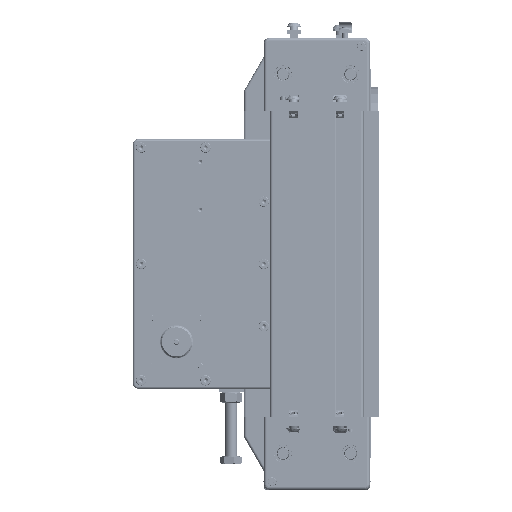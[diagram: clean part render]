
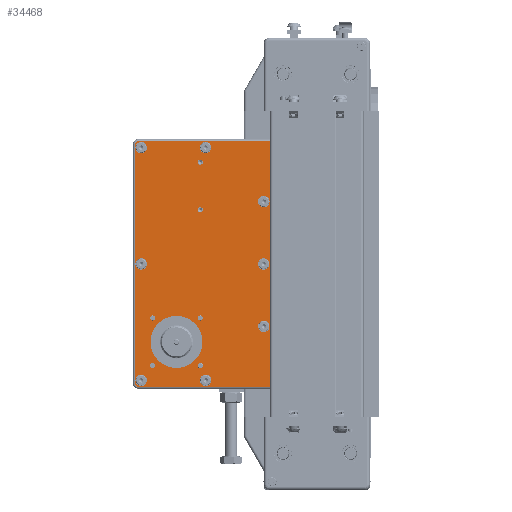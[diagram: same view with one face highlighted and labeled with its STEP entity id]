
A CAD part, left-side view. The second image highlights one B-rep face of the part: STEP entity #34468.
In plain terms, the highlighted face is planar.
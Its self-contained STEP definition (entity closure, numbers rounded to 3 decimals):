
#1873=FACE_BOUND('',#6206,.T.);
#1874=FACE_BOUND('',#6207,.T.);
#1875=FACE_BOUND('',#6208,.T.);
#1876=FACE_BOUND('',#6209,.T.);
#1877=FACE_BOUND('',#6210,.T.);
#1878=FACE_BOUND('',#6211,.T.);
#1879=FACE_BOUND('',#6212,.T.);
#1880=FACE_BOUND('',#6213,.T.);
#1881=FACE_BOUND('',#6214,.T.);
#1882=FACE_BOUND('',#6215,.T.);
#1883=FACE_BOUND('',#6216,.T.);
#1884=FACE_BOUND('',#6217,.T.);
#1885=FACE_BOUND('',#6218,.T.);
#1886=FACE_BOUND('',#6219,.T.);
#1887=FACE_BOUND('',#6220,.T.);
#2617=PLANE('',#38528);
#4174=FACE_OUTER_BOUND('',#6205,.T.);
#6205=EDGE_LOOP('',(#28697,#28698,#28699,#28700,#28701,#28702));
#6206=EDGE_LOOP('',(#28703));
#6207=EDGE_LOOP('',(#28704));
#6208=EDGE_LOOP('',(#28705));
#6209=EDGE_LOOP('',(#28706));
#6210=EDGE_LOOP('',(#28707));
#6211=EDGE_LOOP('',(#28708));
#6212=EDGE_LOOP('',(#28709));
#6213=EDGE_LOOP('',(#28710));
#6214=EDGE_LOOP('',(#28711));
#6215=EDGE_LOOP('',(#28712));
#6216=EDGE_LOOP('',(#28713));
#6217=EDGE_LOOP('',(#28714));
#6218=EDGE_LOOP('',(#28715));
#6219=EDGE_LOOP('',(#28716));
#6220=EDGE_LOOP('',(#28717));
#8801=LINE('',#57101,#11750);
#8803=LINE('',#57121,#11752);
#8806=LINE('',#57128,#11755);
#8839=LINE('',#57207,#11788);
#11750=VECTOR('',#45759,10.);
#11752=VECTOR('',#45783,10.);
#11755=VECTOR('',#45790,10.);
#11788=VECTOR('',#45865,10.);
#13976=CIRCLE('',#38371,2.459);
#13978=CIRCLE('',#38374,2.459);
#13980=CIRCLE('',#38377,2.459);
#13982=CIRCLE('',#38380,2.459);
#13984=CIRCLE('',#38383,2.459);
#13986=CIRCLE('',#38386,2.459);
#13988=CIRCLE('',#38389,25.);
#13992=CIRCLE('',#38395,3.);
#13996=CIRCLE('',#38400,3.);
#14013=CIRCLE('',#38442,5.5);
#14016=CIRCLE('',#38447,5.5);
#14019=CIRCLE('',#38452,5.5);
#14022=CIRCLE('',#38457,5.5);
#14025=CIRCLE('',#38462,5.5);
#14030=CIRCLE('',#38480,5.5);
#14034=CIRCLE('',#38487,5.5);
#14038=CIRCLE('',#38494,5.5);
#16489=VERTEX_POINT('',#57057);
#16491=VERTEX_POINT('',#57063);
#16493=VERTEX_POINT('',#57069);
#16495=VERTEX_POINT('',#57075);
#16497=VERTEX_POINT('',#57081);
#16499=VERTEX_POINT('',#57087);
#16501=VERTEX_POINT('',#57093);
#16503=VERTEX_POINT('',#57098);
#16504=VERTEX_POINT('',#57100);
#16507=VERTEX_POINT('',#57107);
#16508=VERTEX_POINT('',#57112);
#16511=VERTEX_POINT('',#57119);
#16512=VERTEX_POINT('',#57124);
#16551=VERTEX_POINT('',#57251);
#16554=VERTEX_POINT('',#57260);
#16557=VERTEX_POINT('',#57269);
#16560=VERTEX_POINT('',#57278);
#16563=VERTEX_POINT('',#57287);
#16571=VERTEX_POINT('',#57327);
#16575=VERTEX_POINT('',#57340);
#16579=VERTEX_POINT('',#57353);
#20678=EDGE_CURVE('',#16489,#16489,#13976,.T.);
#20681=EDGE_CURVE('',#16491,#16491,#13978,.T.);
#20684=EDGE_CURVE('',#16493,#16493,#13980,.T.);
#20687=EDGE_CURVE('',#16495,#16495,#13982,.T.);
#20690=EDGE_CURVE('',#16497,#16497,#13984,.T.);
#20693=EDGE_CURVE('',#16499,#16499,#13986,.T.);
#20696=EDGE_CURVE('',#16501,#16501,#13988,.T.);
#20698=EDGE_CURVE('',#16503,#16504,#8801,.T.);
#20702=EDGE_CURVE('',#16507,#16503,#13992,.T.);
#20706=EDGE_CURVE('',#16504,#16508,#13996,.T.);
#20708=EDGE_CURVE('',#16511,#16507,#8803,.T.);
#20712=EDGE_CURVE('',#16508,#16512,#8806,.T.);
#20753=EDGE_CURVE('',#16512,#16511,#8839,.T.);
#20775=EDGE_CURVE('',#16551,#16551,#14013,.T.);
#20779=EDGE_CURVE('',#16554,#16554,#14016,.T.);
#20783=EDGE_CURVE('',#16557,#16557,#14019,.T.);
#20787=EDGE_CURVE('',#16560,#16560,#14022,.T.);
#20791=EDGE_CURVE('',#16563,#16563,#14025,.T.);
#20810=EDGE_CURVE('',#16571,#16571,#14030,.T.);
#20816=EDGE_CURVE('',#16575,#16575,#14034,.T.);
#20822=EDGE_CURVE('',#16579,#16579,#14038,.T.);
#28697=ORIENTED_EDGE('',*,*,#20708,.F.);
#28698=ORIENTED_EDGE('',*,*,#20753,.F.);
#28699=ORIENTED_EDGE('',*,*,#20712,.F.);
#28700=ORIENTED_EDGE('',*,*,#20706,.F.);
#28701=ORIENTED_EDGE('',*,*,#20698,.F.);
#28702=ORIENTED_EDGE('',*,*,#20702,.F.);
#28703=ORIENTED_EDGE('',*,*,#20678,.T.);
#28704=ORIENTED_EDGE('',*,*,#20681,.T.);
#28705=ORIENTED_EDGE('',*,*,#20684,.T.);
#28706=ORIENTED_EDGE('',*,*,#20687,.T.);
#28707=ORIENTED_EDGE('',*,*,#20690,.T.);
#28708=ORIENTED_EDGE('',*,*,#20693,.T.);
#28709=ORIENTED_EDGE('',*,*,#20696,.T.);
#28710=ORIENTED_EDGE('',*,*,#20775,.T.);
#28711=ORIENTED_EDGE('',*,*,#20779,.T.);
#28712=ORIENTED_EDGE('',*,*,#20783,.T.);
#28713=ORIENTED_EDGE('',*,*,#20787,.T.);
#28714=ORIENTED_EDGE('',*,*,#20791,.T.);
#28715=ORIENTED_EDGE('',*,*,#20810,.T.);
#28716=ORIENTED_EDGE('',*,*,#20816,.T.);
#28717=ORIENTED_EDGE('',*,*,#20822,.T.);
#34468=ADVANCED_FACE('',(#4174,#1873,#1874,#1875,#1876,#1877,#1878,#1879,
#1880,#1881,#1882,#1883,#1884,#1885,#1886,#1887),#2617,.F.);
#38371=AXIS2_PLACEMENT_3D('',#57059,#45711,#45712);
#38374=AXIS2_PLACEMENT_3D('',#57065,#45718,#45719);
#38377=AXIS2_PLACEMENT_3D('',#57071,#45725,#45726);
#38380=AXIS2_PLACEMENT_3D('',#57077,#45732,#45733);
#38383=AXIS2_PLACEMENT_3D('',#57083,#45739,#45740);
#38386=AXIS2_PLACEMENT_3D('',#57089,#45746,#45747);
#38389=AXIS2_PLACEMENT_3D('',#57095,#45753,#45754);
#38395=AXIS2_PLACEMENT_3D('',#57109,#45767,#45768);
#38400=AXIS2_PLACEMENT_3D('',#57116,#45777,#45778);
#38442=AXIS2_PLACEMENT_3D('',#57252,#45913,#45914);
#38447=AXIS2_PLACEMENT_3D('',#57261,#45924,#45925);
#38452=AXIS2_PLACEMENT_3D('',#57270,#45935,#45936);
#38457=AXIS2_PLACEMENT_3D('',#57279,#45946,#45947);
#38462=AXIS2_PLACEMENT_3D('',#57288,#45957,#45958);
#38480=AXIS2_PLACEMENT_3D('',#57328,#46007,#46008);
#38487=AXIS2_PLACEMENT_3D('',#57341,#46023,#46024);
#38494=AXIS2_PLACEMENT_3D('',#57354,#46039,#46040);
#38528=AXIS2_PLACEMENT_3D('',#57430,#46135,#46136);
#45711=DIRECTION('center_axis',(0.,0.,1.));
#45712=DIRECTION('ref_axis',(1.,0.,0.));
#45718=DIRECTION('center_axis',(0.,0.,1.));
#45719=DIRECTION('ref_axis',(1.,0.,0.));
#45725=DIRECTION('center_axis',(0.,0.,1.));
#45726=DIRECTION('ref_axis',(1.,0.,0.));
#45732=DIRECTION('center_axis',(0.,0.,1.));
#45733=DIRECTION('ref_axis',(1.,0.,0.));
#45739=DIRECTION('center_axis',(0.,0.,1.));
#45740=DIRECTION('ref_axis',(1.,0.,0.));
#45746=DIRECTION('center_axis',(0.,0.,1.));
#45747=DIRECTION('ref_axis',(1.,0.,0.));
#45753=DIRECTION('center_axis',(0.,0.,1.));
#45754=DIRECTION('ref_axis',(-1.,0.,0.));
#45759=DIRECTION('',(1.,0.,0.));
#45767=DIRECTION('center_axis',(0.,0.,1.));
#45768=DIRECTION('ref_axis',(-0.707,-0.707,0.));
#45777=DIRECTION('center_axis',(0.,0.,1.));
#45778=DIRECTION('ref_axis',(0.707,-0.707,0.));
#45783=DIRECTION('',(0.,-1.,0.));
#45790=DIRECTION('',(0.,1.,0.));
#45865=DIRECTION('',(-1.,0.,0.));
#45913=DIRECTION('center_axis',(0.,0.,1.));
#45914=DIRECTION('ref_axis',(1.,0.,0.));
#45924=DIRECTION('center_axis',(0.,0.,1.));
#45925=DIRECTION('ref_axis',(1.,0.,0.));
#45935=DIRECTION('center_axis',(0.,0.,1.));
#45936=DIRECTION('ref_axis',(1.,0.,0.));
#45946=DIRECTION('center_axis',(0.,0.,1.));
#45947=DIRECTION('ref_axis',(1.,0.,0.));
#45957=DIRECTION('center_axis',(0.,0.,1.));
#45958=DIRECTION('ref_axis',(1.,0.,0.));
#46007=DIRECTION('center_axis',(0.,0.,1.));
#46008=DIRECTION('ref_axis',(-1.,0.,0.));
#46023=DIRECTION('center_axis',(0.,0.,1.));
#46024=DIRECTION('ref_axis',(-1.,0.,0.));
#46039=DIRECTION('center_axis',(0.,0.,1.));
#46040=DIRECTION('ref_axis',(-1.,0.,0.));
#46135=DIRECTION('center_axis',(0.,0.,1.));
#46136=DIRECTION('ref_axis',(1.,0.,0.));
#57057=CARTESIAN_POINT('',(95.522,-1.019,0.));
#57059=CARTESIAN_POINT('Origin',(97.981,-1.019,0.));
#57063=CARTESIAN_POINT('',(-54.478,-46.981,0.));
#57065=CARTESIAN_POINT('Origin',(-52.019,-46.981,0.));
#57069=CARTESIAN_POINT('',(-100.439,-1.019,0.));
#57071=CARTESIAN_POINT('Origin',(-97.981,-1.019,0.));
#57075=CARTESIAN_POINT('',(-54.478,-1.019,0.));
#57077=CARTESIAN_POINT('Origin',(-52.019,-1.019,0.));
#57081=CARTESIAN_POINT('',(-100.439,-46.981,0.));
#57083=CARTESIAN_POINT('Origin',(-97.981,-46.981,0.));
#57087=CARTESIAN_POINT('',(49.561,-1.019,0.));
#57089=CARTESIAN_POINT('Origin',(52.019,-1.019,0.));
#57093=CARTESIAN_POINT('',(-50.,-24.,0.));
#57095=CARTESIAN_POINT('Origin',(-75.,-24.,0.));
#57098=CARTESIAN_POINT('',(-115.,-64.,0.));
#57100=CARTESIAN_POINT('',(115.,-64.,0.));
#57101=CARTESIAN_POINT('',(60.,-64.,0.));
#57107=CARTESIAN_POINT('',(-118.,-61.,0.));
#57109=CARTESIAN_POINT('Origin',(-115.,-61.,0.));
#57112=CARTESIAN_POINT('',(118.,-61.,0.));
#57116=CARTESIAN_POINT('Origin',(115.,-61.,0.));
#57119=CARTESIAN_POINT('',(-118.,66.,0.));
#57121=CARTESIAN_POINT('',(-118.,-33.,0.));
#57124=CARTESIAN_POINT('',(118.,66.,0.));
#57128=CARTESIAN_POINT('',(118.,33.,0.));
#57207=CARTESIAN_POINT('',(120.,66.,0.));
#57251=CARTESIAN_POINT('',(106.5,-58.,0.));
#57252=CARTESIAN_POINT('Origin',(112.,-58.,0.));
#57260=CARTESIAN_POINT('',(106.5,4.,0.));
#57261=CARTESIAN_POINT('Origin',(112.,4.,0.));
#57269=CARTESIAN_POINT('',(-5.5,-58.,0.));
#57270=CARTESIAN_POINT('Origin',(0.,-58.,0.));
#57278=CARTESIAN_POINT('',(-117.5,-58.,0.));
#57279=CARTESIAN_POINT('Origin',(-112.,-58.,0.));
#57287=CARTESIAN_POINT('',(-117.5,4.,0.));
#57288=CARTESIAN_POINT('Origin',(-112.,4.,0.));
#57327=CARTESIAN_POINT('',(-54.5,60.,0.));
#57328=CARTESIAN_POINT('Origin',(-60.,60.,0.));
#57340=CARTESIAN_POINT('',(5.5,60.,0.));
#57341=CARTESIAN_POINT('Origin',(0.,60.,0.));
#57353=CARTESIAN_POINT('',(65.5,60.,0.));
#57354=CARTESIAN_POINT('Origin',(60.,60.,0.));
#57430=CARTESIAN_POINT('Origin',(0.,0.,0.));
